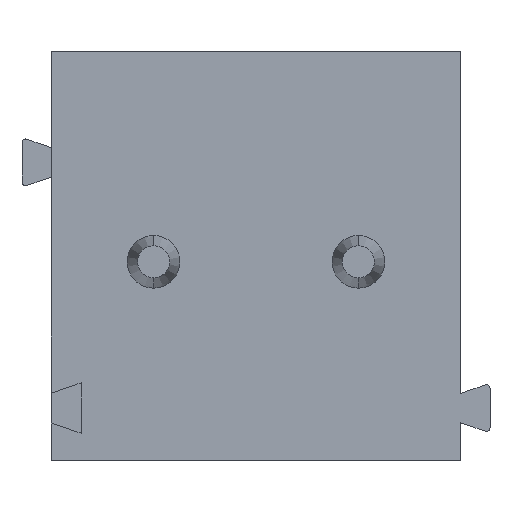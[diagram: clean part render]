
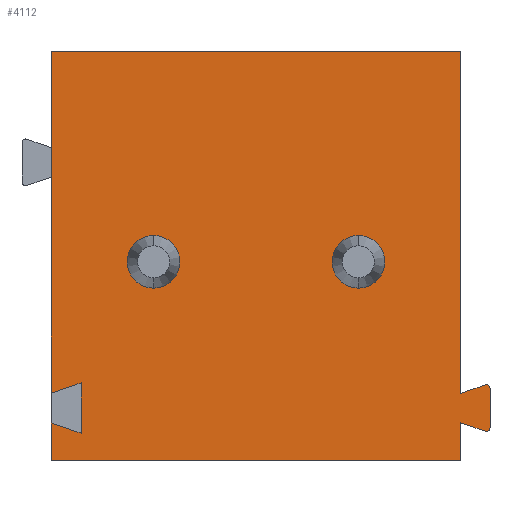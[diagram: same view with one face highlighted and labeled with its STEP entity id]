
A CAD part, front view. The second image highlights one B-rep face of the part: STEP entity #4112.
In plain terms, the highlighted planar face has unit normal (0, -1, 0).
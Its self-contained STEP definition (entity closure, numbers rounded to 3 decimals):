
#5 = CARTESIAN_POINT ( 'NONE',  ( -3.5, -2., 0. ) ) ;
#65 = VERTEX_POINT ( 'NONE', #472 ) ;
#107 = DIRECTION ( 'NONE',  ( 0., 0., 1. ) ) ;
#173 = EDGE_CURVE ( 'NONE', #3804, #1273, #1770, .T. ) ;
#240 = AXIS2_PLACEMENT_3D ( 'NONE', #531, #3641, #4440 ) ;
#275 = EDGE_CURVE ( 'NONE', #3636, #5370, #281, .T. ) ;
#281 = LINE ( 'NONE', #4094, #3013 ) ;
#282 = EDGE_CURVE ( 'NONE', #2935, #4718, #4741, .T. ) ;
#312 = ORIENTED_EDGE ( 'NONE', *, *, #173, .T. ) ;
#361 = CARTESIAN_POINT ( 'NONE',  ( 3.917, -2., -6.495 ) ) ;
#382 = AXIS2_PLACEMENT_3D ( 'NONE', #1341, #5246, #107 ) ;
#393 = ORIENTED_EDGE ( 'NONE', *, *, #435, .T. ) ;
#409 = CARTESIAN_POINT ( 'NONE',  ( 4., -2., -5.763 ) ) ;
#435 = EDGE_CURVE ( 'NONE', #4302, #4907, #2728, .T. ) ;
#441 = LINE ( 'NONE', #2981, #2865 ) ;
#470 = VECTOR ( 'NONE', #4404, 1000. ) ;
#472 = CARTESIAN_POINT ( 'NONE',  ( -3.5, -2., -6.354 ) ) ;
#483 = ORIENTED_EDGE ( 'NONE', *, *, #1833, .F. ) ;
#531 = CARTESIAN_POINT ( 'NONE',  ( 3.938, -2., -5.763 ) ) ;
#541 = VERTEX_POINT ( 'NONE', #3012 ) ;
#581 = LINE ( 'NONE', #1602, #2996 ) ;
#672 = PLANE ( 'NONE',  #4132 ) ;
#674 = VECTOR ( 'NONE', #3181, 1000. ) ;
#716 = LINE ( 'NONE', #1601, #4043 ) ;
#793 = LINE ( 'NONE', #4821, #4128 ) ;
#925 = CIRCLE ( 'NONE', #240, 0.063 ) ;
#939 = CARTESIAN_POINT ( 'NONE',  ( 3.5, -2., 0. ) ) ;
#988 = EDGE_CURVE ( 'NONE', #1043, #5370, #716, .T. ) ;
#1014 = ORIENTED_EDGE ( 'NONE', *, *, #3919, .F. ) ;
#1040 = ORIENTED_EDGE ( 'NONE', *, *, #2262, .T. ) ;
#1043 = VERTEX_POINT ( 'NONE', #361 ) ;
#1057 = FACE_OUTER_BOUND ( 'NONE', #2210, .T. ) ;
#1167 = DIRECTION ( 'NONE',  ( -0.944, 0., 0.33 ) ) ;
#1273 = VERTEX_POINT ( 'NONE', #3136 ) ;
#1341 = CARTESIAN_POINT ( 'NONE',  ( 3.938, -2., -5.763 ) ) ;
#1385 = ORIENTED_EDGE ( 'NONE', *, *, #4752, .F. ) ;
#1397 = CIRCLE ( 'NONE', #3024, 0.063 ) ;
#1472 = DIRECTION ( 'NONE',  ( 0.944, 0., 0.33 ) ) ;
#1532 = DIRECTION ( 'NONE',  ( 0., 0., 1. ) ) ;
#1601 = CARTESIAN_POINT ( 'NONE',  ( 3.917, -2., -6.495 ) ) ;
#1602 = CARTESIAN_POINT ( 'NONE',  ( -3.5, -2., -7. ) ) ;
#1685 = ORIENTED_EDGE ( 'NONE', *, *, #2261, .T. ) ;
#1770 = LINE ( 'NONE', #5290, #674 ) ;
#1776 = VERTEX_POINT ( 'NONE', #3596 ) ;
#1833 = EDGE_CURVE ( 'NONE', #4718, #4482, #3370, .T. ) ;
#1923 = LINE ( 'NONE', #939, #470 ) ;
#1969 = DIRECTION ( 'NONE',  ( 0., 0., -1. ) ) ;
#1975 = ORIENTED_EDGE ( 'NONE', *, *, #5132, .T. ) ;
#1999 = CARTESIAN_POINT ( 'NONE',  ( 3.917, -2., -5.704 ) ) ;
#2022 = DIRECTION ( 'NONE',  ( 0., 1., 0. ) ) ;
#2030 = VERTEX_POINT ( 'NONE', #409 ) ;
#2080 = VECTOR ( 'NONE', #2765, 1000. ) ;
#2148 = ORIENTED_EDGE ( 'NONE', *, *, #4173, .T. ) ;
#2210 = EDGE_LOOP ( 'NONE', ( #4436, #312, #1685, #1975, #2148, #4931, #3428, #2760, #1385, #4292, #1014, #483, #3284, #1040, #393 ) ) ;
#2261 = EDGE_CURVE ( 'NONE', #1273, #1776, #3673, .T. ) ;
#2262 = EDGE_CURVE ( 'NONE', #2935, #4302, #1923, .T. ) ;
#2426 = VERTEX_POINT ( 'NONE', #2909 ) ;
#2443 = CARTESIAN_POINT ( 'NONE',  ( 3.5, -2., -5.849 ) ) ;
#2471 = DIRECTION ( 'NONE',  ( 0., 0., -1. ) ) ;
#2576 = LINE ( 'NONE', #2839, #5316 ) ;
#2665 = DIRECTION ( 'NONE',  ( 0., 0., -1. ) ) ;
#2728 = LINE ( 'NONE', #5, #4525 ) ;
#2760 = ORIENTED_EDGE ( 'NONE', *, *, #988, .F. ) ;
#2765 = DIRECTION ( 'NONE',  ( 0., 0., -1. ) ) ;
#2839 = CARTESIAN_POINT ( 'NONE',  ( 4., -2., -5.763 ) ) ;
#2865 = VECTOR ( 'NONE', #5414, 1000. ) ;
#2909 = CARTESIAN_POINT ( 'NONE',  ( 4., -2., -6.436 ) ) ;
#2935 = VERTEX_POINT ( 'NONE', #4823 ) ;
#2980 = LINE ( 'NONE', #3008, #5515 ) ;
#2981 = CARTESIAN_POINT ( 'NONE',  ( -3.5, -2., 0. ) ) ;
#2996 = VECTOR ( 'NONE', #4608, 1000. ) ;
#3000 = DIRECTION ( 'NONE',  ( -1., 0., 0. ) ) ;
#3008 = CARTESIAN_POINT ( 'NONE',  ( -2.99, -2., -6.529 ) ) ;
#3012 = CARTESIAN_POINT ( 'NONE',  ( -3.5, -2., -7. ) ) ;
#3013 = VECTOR ( 'NONE', #1532, 1000. ) ;
#3024 = AXIS2_PLACEMENT_3D ( 'NONE', #3361, #2022, #5000 ) ;
#3136 = CARTESIAN_POINT ( 'NONE',  ( -2.99, -2., -5.669 ) ) ;
#3181 = DIRECTION ( 'NONE',  ( 0.946, 0., 0.325 ) ) ;
#3284 = ORIENTED_EDGE ( 'NONE', *, *, #282, .F. ) ;
#3361 = CARTESIAN_POINT ( 'NONE',  ( 3.938, -2., -6.436 ) ) ;
#3370 = CIRCLE ( 'NONE', #382, 0.063 ) ;
#3388 = CARTESIAN_POINT ( 'NONE',  ( 3.5, -2., -7. ) ) ;
#3401 = DIRECTION ( 'NONE',  ( -0.946, 0., 0.325 ) ) ;
#3428 = ORIENTED_EDGE ( 'NONE', *, *, #275, .T. ) ;
#3478 = EDGE_CURVE ( 'NONE', #4907, #3804, #793, .T. ) ;
#3541 = CARTESIAN_POINT ( 'NONE',  ( -2.99, -2., -5.669 ) ) ;
#3596 = CARTESIAN_POINT ( 'NONE',  ( -2.99, -2., -6.529 ) ) ;
#3636 = VERTEX_POINT ( 'NONE', #3388 ) ;
#3641 = DIRECTION ( 'NONE',  ( 0., 1., 0. ) ) ;
#3673 = LINE ( 'NONE', #3541, #2080 ) ;
#3804 = VERTEX_POINT ( 'NONE', #3842 ) ;
#3842 = CARTESIAN_POINT ( 'NONE',  ( -3.5, -2., -5.844 ) ) ;
#3919 = EDGE_CURVE ( 'NONE', #4482, #2030, #925, .T. ) ;
#4043 = VECTOR ( 'NONE', #1167, 1000. ) ;
#4094 = CARTESIAN_POINT ( 'NONE',  ( 3.5, -2., 0. ) ) ;
#4112 = ADVANCED_FACE ( 'NONE', ( #1057 ), #672, .T. ) ;
#4128 = VECTOR ( 'NONE', #2665, 1000. ) ;
#4132 = AXIS2_PLACEMENT_3D ( 'NONE', #4160, #4989, #2471 ) ;
#4160 = CARTESIAN_POINT ( 'NONE',  ( -3.5, -2., -5.844 ) ) ;
#4173 = EDGE_CURVE ( 'NONE', #65, #541, #441, .T. ) ;
#4234 = EDGE_CURVE ( 'NONE', #3636, #541, #581, .T. ) ;
#4292 = ORIENTED_EDGE ( 'NONE', *, *, #5494, .F. ) ;
#4302 = VERTEX_POINT ( 'NONE', #5421 ) ;
#4404 = DIRECTION ( 'NONE',  ( 0., 0., 1. ) ) ;
#4422 = VECTOR ( 'NONE', #1472, 1000. ) ;
#4436 = ORIENTED_EDGE ( 'NONE', *, *, #3478, .T. ) ;
#4440 = DIRECTION ( 'NONE',  ( 0., 0., 1. ) ) ;
#4482 = VERTEX_POINT ( 'NONE', #5013 ) ;
#4525 = VECTOR ( 'NONE', #3000, 1000. ) ;
#4608 = DIRECTION ( 'NONE',  ( -1., 0., 0. ) ) ;
#4718 = VERTEX_POINT ( 'NONE', #1999 ) ;
#4741 = LINE ( 'NONE', #2443, #4422 ) ;
#4752 = EDGE_CURVE ( 'NONE', #2426, #1043, #1397, .T. ) ;
#4821 = CARTESIAN_POINT ( 'NONE',  ( -3.5, -2., 0. ) ) ;
#4823 = CARTESIAN_POINT ( 'NONE',  ( 3.5, -2., -5.849 ) ) ;
#4897 = CARTESIAN_POINT ( 'NONE',  ( 3.5, -2., -6.349 ) ) ;
#4907 = VERTEX_POINT ( 'NONE', #5239 ) ;
#4931 = ORIENTED_EDGE ( 'NONE', *, *, #4234, .F. ) ;
#4989 = DIRECTION ( 'NONE',  ( 0., -1., 0. ) ) ;
#5000 = DIRECTION ( 'NONE',  ( 0., 0., 1. ) ) ;
#5013 = CARTESIAN_POINT ( 'NONE',  ( 3.938, -2., -5.7 ) ) ;
#5132 = EDGE_CURVE ( 'NONE', #1776, #65, #2980, .T. ) ;
#5239 = CARTESIAN_POINT ( 'NONE',  ( -3.5, -2., 0. ) ) ;
#5246 = DIRECTION ( 'NONE',  ( 0., 1., 0. ) ) ;
#5290 = CARTESIAN_POINT ( 'NONE',  ( -3.5, -2., -5.844 ) ) ;
#5316 = VECTOR ( 'NONE', #1969, 1000. ) ;
#5370 = VERTEX_POINT ( 'NONE', #4897 ) ;
#5414 = DIRECTION ( 'NONE',  ( 0., 0., -1. ) ) ;
#5421 = CARTESIAN_POINT ( 'NONE',  ( 3.5, -2., 0. ) ) ;
#5494 = EDGE_CURVE ( 'NONE', #2030, #2426, #2576, .T. ) ;
#5515 = VECTOR ( 'NONE', #3401, 1000. ) ;
